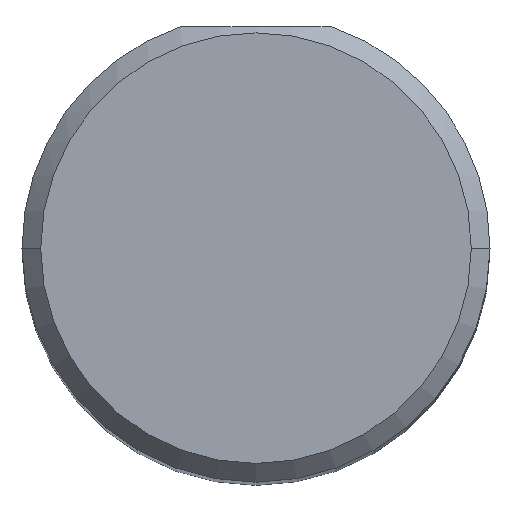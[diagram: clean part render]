
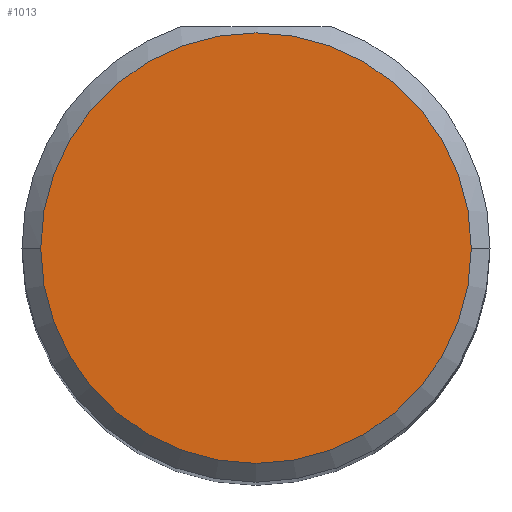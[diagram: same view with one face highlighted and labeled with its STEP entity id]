
A CAD part, top view. The second image highlights one B-rep face of the part: STEP entity #1013.
In plain terms, the highlighted planar face has unit normal (0, 0, 1).
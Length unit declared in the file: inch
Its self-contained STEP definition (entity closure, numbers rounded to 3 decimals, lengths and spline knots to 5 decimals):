
#6 = PLANE ( 'NONE',  #164 ) ;
#14 = AXIS2_PLACEMENT_3D ( 'NONE', #829, #952, #1391 ) ;
#164 = AXIS2_PLACEMENT_3D ( 'NONE', #350, #943, #1381 ) ;
#310 = CARTESIAN_POINT ( 'NONE',  ( -0.1725, 0., 4. ) ) ;
#350 = CARTESIAN_POINT ( 'NONE',  ( 0., 0., 4. ) ) ;
#401 = VERTEX_POINT ( 'NONE', #1492 ) ;
#478 = CIRCLE ( 'NONE', #856, 0.1725 ) ;
#601 = CIRCLE ( 'NONE', #14, 0.1725 ) ;
#815 = ORIENTED_EDGE ( 'NONE', *, *, #852, .T. ) ;
#820 = FACE_OUTER_BOUND ( 'NONE', #895, .T. ) ;
#829 = CARTESIAN_POINT ( 'NONE',  ( 0., 0., 4. ) ) ;
#852 = EDGE_CURVE ( 'NONE', #401, #1409, #478, .T. ) ;
#856 = AXIS2_PLACEMENT_3D ( 'NONE', #1116, #899, #1340 ) ;
#889 = ORIENTED_EDGE ( 'NONE', *, *, #1048, .T. ) ;
#895 = EDGE_LOOP ( 'NONE', ( #889, #815 ) ) ;
#899 = DIRECTION ( 'NONE',  ( 0., 0., 1. ) ) ;
#943 = DIRECTION ( 'NONE',  ( 0., 0., 1. ) ) ;
#952 = DIRECTION ( 'NONE',  ( 0., 0., 1. ) ) ;
#1013 = ADVANCED_FACE ( 'NONE', ( #820 ), #6, .T. ) ;
#1048 = EDGE_CURVE ( 'NONE', #1409, #401, #601, .T. ) ;
#1116 = CARTESIAN_POINT ( 'NONE',  ( 0., 0., 4. ) ) ;
#1340 = DIRECTION ( 'NONE',  ( 1., 0., 0. ) ) ;
#1381 = DIRECTION ( 'NONE',  ( 1., 0., 0. ) ) ;
#1391 = DIRECTION ( 'NONE',  ( 1., 0., 0. ) ) ;
#1409 = VERTEX_POINT ( 'NONE', #310 ) ;
#1492 = CARTESIAN_POINT ( 'NONE',  ( 0.1725, 0., 4. ) ) ;
